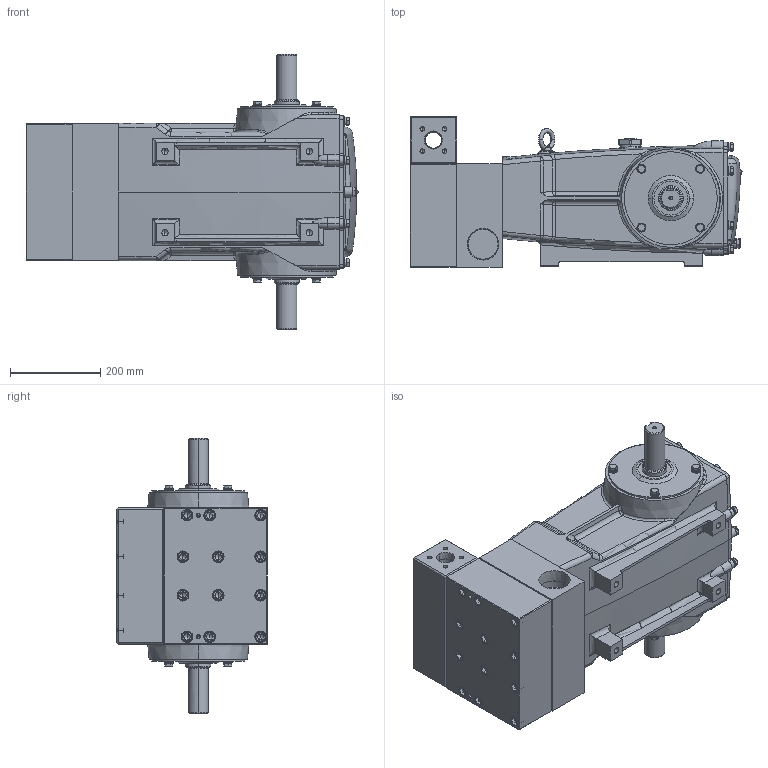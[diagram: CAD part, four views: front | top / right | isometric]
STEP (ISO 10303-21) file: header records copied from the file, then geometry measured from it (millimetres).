
FILE_DESCRIPTION (( 'STEP AP214' ), '1' );
FILE_NAME ('6841.STEP', '2008-09-08T14:21:42', ( ' ' ), ( ' ' ), 'SwSTEP 2.0', 'SolidWorks 2008', '' );
FILE_SCHEMA (( 'AUTOMOTIVE_DESIGN' ));
Length unit declared in the file: inch
Products named in the file (18): Socket Head Cap Screw_AM_B18.3.1M - 16 x 2.0 x 110 Hex SHCS  44NHX; Socket Head Cap Screw_AM_B18.3.1M - 16 x 2.0 x 110 Hex SHCS - 44NHX; 60fr_drive_end; 60FRAME_DRIVE_END; 6841; 43211; 25625; 27769; Spring Lock Washer_2_JIS_JIS B 1251 No.2 10; Flat Washer Narrow_AM_B18.22M - Plain washer, 10 mm, narrow; 126743; 46166; Continuous Thread Hexagon Head Bolt_C_JIS_JIS B 1180 Continuous thread hexagon head bolt C M10 x 40 --WN; Continuous Thread Hexagon Head Bolt_C_JIS_JIS B 1180 Continuous thread hexagon head bolt C M10 x 30 --WN; 46171; Hexagon Socket Head Cap Screw_JIS_JIS B 1176 M16 x 110 (110) --N; 46176; Socket Head Cap Screw_AM_B18.3.1M - 16 x 2.0 x 110 Hex SHCS -- 44NHX
Assembly tree (83 placements, depth 3):
  6841
    46171
    Hexagon Socket Head Cap Screw_JIS_JIS B 1176 M16 x 110 (110) --N  x6
    Socket Head Cap Screw_AM_B18.3.1M - 16 x 2.0 x 110 Hex SHCS - 44NHX  x8
    Socket Head Cap Screw_AM_B18.3.1M - 16 x 2.0 x 110 Hex SHCS -- 44NHX  x11
    Socket Head Cap Screw_AM_B18.3.1M - 16 x 2.0 x 110 Hex SHCS  44NHX
    46166
    60FRAME_DRIVE_END
      Spring Lock Washer_2_JIS_JIS B 1251 No.2 10  x16
      Flat Washer Narrow_AM_B18.22M - Plain washer, 10 mm, narrow  x16
      25625
      Continuous Thread Hexagon Head Bolt_C_JIS_JIS B 1180 Continuous thread hexagon head bolt C M10 x 30 --WN  x8
      43211
      Continuous Thread Hexagon Head Bolt_C_JIS_JIS B 1180 Continuous thread hexagon head bolt C M10 x 40 --WN  x8
      60fr_drive_end
      27769
      126743
    46176
Bounding box: 735.92 x 334 x 610 mm (x, y, z)
Volume: 49733336.1 mm3; surface area: 2114372.9 mm2
Topology: 82 solids, 82 shells, 2469 faces, 5604 edges, 3309 vertices
Faces by surface type: plane 1001, cylinder 729, cone 485, torus 161, bspline 81, sphere 12
Entity records: 55357 total; most frequent: CARTESIAN_POINT 15521, DIRECTION 6647, ORIENTED_EDGE 6080, EDGE_CURVE 3040, AXIS2_PLACEMENT_3D 2732, VERTEX_POINT 1893, EDGE_LOOP 1553, CIRCLE 1409
